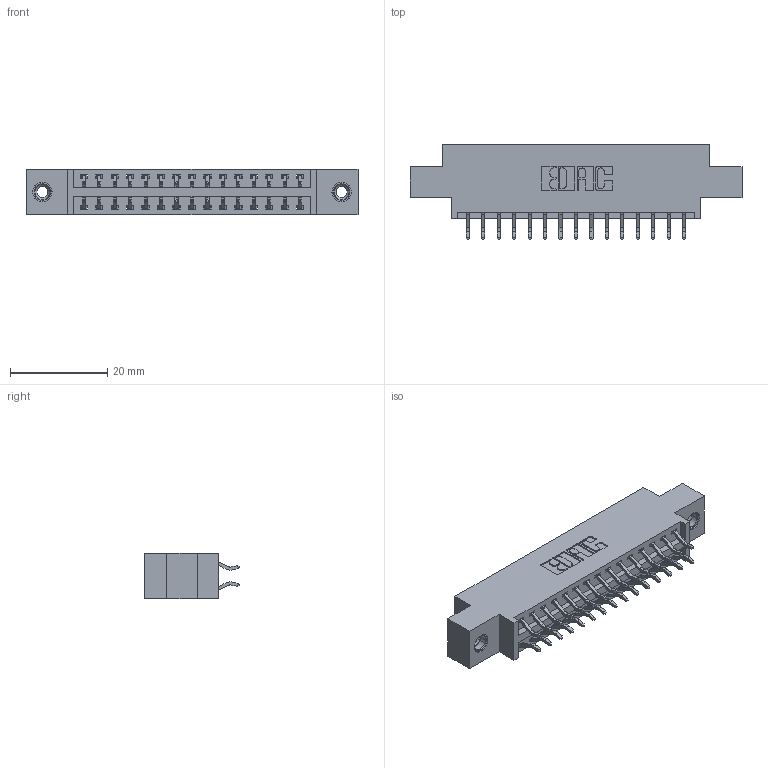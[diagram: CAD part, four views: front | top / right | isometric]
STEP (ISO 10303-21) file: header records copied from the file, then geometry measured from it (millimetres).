
FILE_DESCRIPTION (( 'STEP AP203' ), '1' );
FILE_NAME ('346-030-556-808.STEP', '2022-05-19T16:54:58', ( '' ), ( '' ), 'SwSTEP 2.0', 'SolidWorks 2020', '' );
FILE_SCHEMA (( 'CONFIG_CONTROL_DESIGN' ));
Length unit declared in the file: inch
Products named in the file (4): 345-250-001_345-250-003-102; 345-292-001_556 Tail; 346-030-556-808; 346 Part_0.170 Offset - 0.156 Dia-TI
Assembly tree (33 placements, depth 2):
  346-030-556-808
    346 Part_0.170 Offset - 0.156 Dia-TI
    345-292-001_556 Tail  x30
    345-250-001_345-250-003-102  x2
Bounding box: 68.2 x 19.57 x 9.4 mm (x, y, z)
Volume: 6278.2 mm3; surface area: 8377.3 mm2
Topology: 33 solids, 33 shells, 1926 faces, 5667 edges, 3730 vertices
Faces by surface type: plane 1282, cylinder 628, cone 12, torus 4
Entity records: 14962 total; most frequent: CARTESIAN_POINT 2503, ORIENTED_EDGE 2418, DIRECTION 2271, EDGE_CURVE 1209, LINE 989, VECTOR 989, VERTEX_POINT 800, AXIS2_PLACEMENT_3D 641
